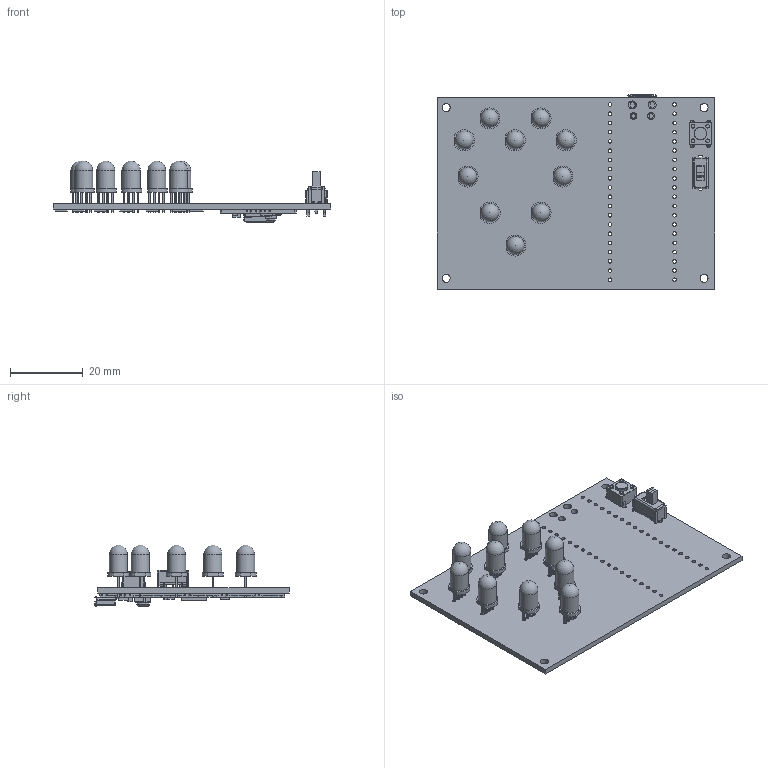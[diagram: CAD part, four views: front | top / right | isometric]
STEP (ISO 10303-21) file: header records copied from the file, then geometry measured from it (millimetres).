
FILE_DESCRIPTION(('KiCad electronic assembly'),'2;1');
FILE_NAME('LightBoard-Gift.step','2025-10-02T12:07:28',('Pcbnew'),( 'Kicad'),'Open CASCADE STEP processor 7.9','KiCad to STEP converter' ,'Unknown');
FILE_SCHEMA(('AUTOMOTIVE_DESIGN { 1 0 10303 214 1 1 1 1 }'));
Length unit declared in the file: millimetre
Products named in the file (8): LightBoard-Gift 1; LED_D5.0mm-4_RGB; SW_PUSH_6mm_H4.3mm; SW_Slide_SPDT_Straight_CK_OS102011MS2Q; R_2512_6332Metric; RaspberryPi_Pico; RaspberryPi_Pico_Module_KiCad; LightBoard-Gift_PCB
Assembly tree (25 placements, depth 3):
  LightBoard-Gift 1
    LED_D5.0mm-4_RGB  x10
    SW_PUSH_6mm_H4.3mm
    SW_Slide_SPDT_Straight_CK_OS102011MS2Q
    R_2512_6332Metric  x10
    RaspberryPi_Pico
      RaspberryPi_Pico_Module_KiCad
    LightBoard-Gift_PCB
Bounding box: 76.5 x 53.51 x 16.98 mm (x, y, z)
Volume: 9082.4 mm3; surface area: 14636.4 mm2
Topology: 29 solids, 29 shells, 1422 faces, 3798 edges, 2499 vertices
Faces by surface type: plane 1037, cylinder 372, sphere 10, torus 3
Full cylindrical faces by diameter (mm): 0.8 x3, 0.9 x40, 1 x87, 1.1 x4, 1.5 x2, 1.85 x2, 2.1 x4, 2.2 x6, 3.5 x1, 5 x10
Entity records: 37312 total; most frequent: CARTESIAN_POINT 5360, DIRECTION 5306, ORIENTED_EDGE 5272, EDGE_CURVE 2636, LINE 1926, VECTOR 1926, VERTEX_POINT 1744, AXIS2_PLACEMENT_3D 1690
